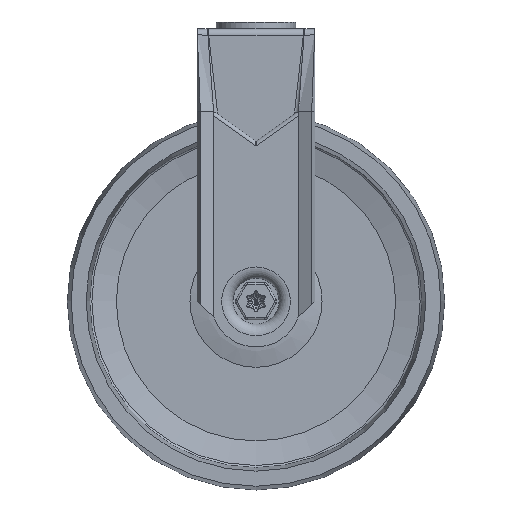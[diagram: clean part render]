
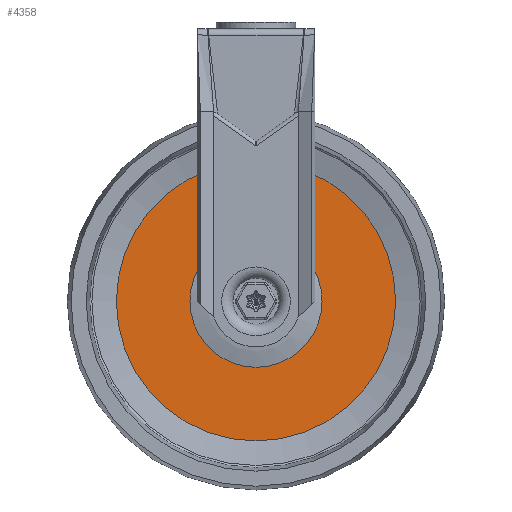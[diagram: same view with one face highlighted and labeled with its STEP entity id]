
A CAD part, front view. The second image highlights one B-rep face of the part: STEP entity #4358.
In plain terms, the highlighted planar face has unit normal (0, -1, 0).
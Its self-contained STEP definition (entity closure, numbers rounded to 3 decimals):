
#159=FACE_BOUND('',#685,.T.);
#217=PLANE('',#4765);
#399=FACE_OUTER_BOUND('',#684,.T.);
#684=EDGE_LOOP('',(#3390));
#685=EDGE_LOOP('',(#3391));
#935=CIRCLE('',#4729,37.);
#936=CIRCLE('',#4730,17.5);
#1901=VERTEX_POINT('',#14187);
#1902=VERTEX_POINT('',#14217);
#2413=EDGE_CURVE('',#1901,#1901,#935,.T.);
#2415=EDGE_CURVE('',#1902,#1902,#936,.T.);
#3390=ORIENTED_EDGE('',*,*,#2413,.F.);
#3391=ORIENTED_EDGE('',*,*,#2415,.T.);
#4358=ADVANCED_FACE('',(#399,#159),#217,.T.);
#4729=AXIS2_PLACEMENT_3D('',#14188,#5525,#5526);
#4730=AXIS2_PLACEMENT_3D('',#14218,#5528,#5529);
#4765=AXIS2_PLACEMENT_3D('',#14302,#5603,#5604);
#5525=DIRECTION('center_axis',(0.,1.,0.));
#5526=DIRECTION('ref_axis',(-1.,0.,0.));
#5528=DIRECTION('center_axis',(0.,1.,0.));
#5529=DIRECTION('ref_axis',(-1.,0.,0.));
#5603=DIRECTION('center_axis',(0.,-1.,0.));
#5604=DIRECTION('ref_axis',(1.,0.,0.));
#14187=CARTESIAN_POINT('',(37.,-2.,0.));
#14188=CARTESIAN_POINT('Origin',(0.,-2.,0.));
#14217=CARTESIAN_POINT('',(0.,-2.,17.5));
#14218=CARTESIAN_POINT('Origin',(0.,-2.,0.));
#14302=CARTESIAN_POINT('Origin',(-27.25,-2.,0.));
